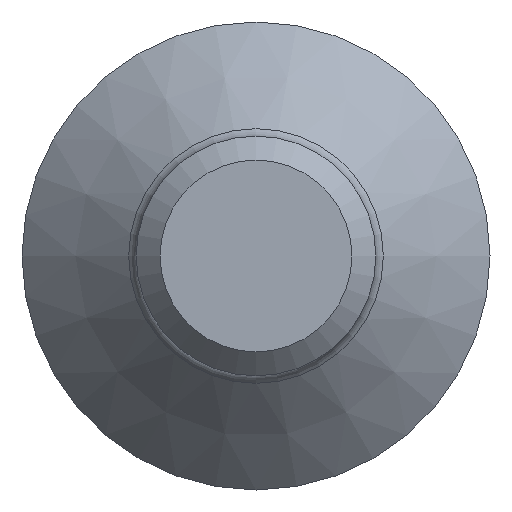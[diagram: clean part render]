
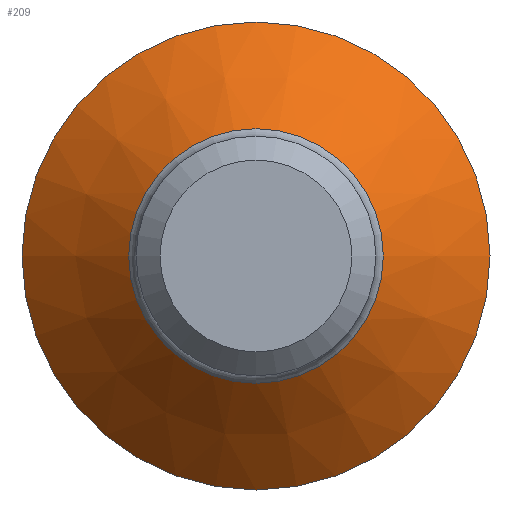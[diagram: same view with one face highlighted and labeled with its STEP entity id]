
A CAD part, front view. The second image highlights one B-rep face of the part: STEP entity #209.
In plain terms, the highlighted conical face has half-angle 45 degrees and reference radius 2.325 mm.
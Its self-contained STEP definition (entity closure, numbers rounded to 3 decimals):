
#178=CARTESIAN_POINT('',(-1.592,-1.558,0.));
#179=VERTEX_POINT('',#178);
#180=CARTESIAN_POINT('',(0.,-1.558,0.));
#181=DIRECTION('',(0.0,-1.0,0.0));
#182=DIRECTION('',(1.0,0.0,0.0));
#183=AXIS2_PLACEMENT_3D('',#180,#181,#182);
#184=CIRCLE('',#183,1.592);
#185=EDGE_CURVE('',#179,#179,#184,.T.);
#190=CARTESIAN_POINT('',(0.,-0.825,0.0));
#191=DIRECTION('',(0.,1.0,0.0));
#192=DIRECTION('',(-1.0,0.0,0.0));
#193=AXIS2_PLACEMENT_3D('',#190,#191,#192);
#194=CONICAL_SURFACE('',#193,2.325,45.);
#195=CARTESIAN_POINT('',(-2.927,-0.223,0.));
#196=VERTEX_POINT('',#195);
#197=CARTESIAN_POINT('',(0.0,-0.223,0.));
#198=DIRECTION('',(0.0,1.0,0.0));
#199=DIRECTION('',(1.0,0.0,0.0));
#200=AXIS2_PLACEMENT_3D('',#197,#198,#199);
#201=CIRCLE('',#200,2.927);
#202=EDGE_CURVE('',#196,#196,#201,.T.);
#203=ORIENTED_EDGE('',*,*,#202,.F.);
#204=EDGE_LOOP('',(#203));
#205=FACE_OUTER_BOUND('',#204,.T.);
#206=ORIENTED_EDGE('',*,*,#185,.F.);
#207=EDGE_LOOP('',(#206));
#208=FACE_BOUND('',#207,.T.);
#209=ADVANCED_FACE('',(#205,#208),#194,.T.);
